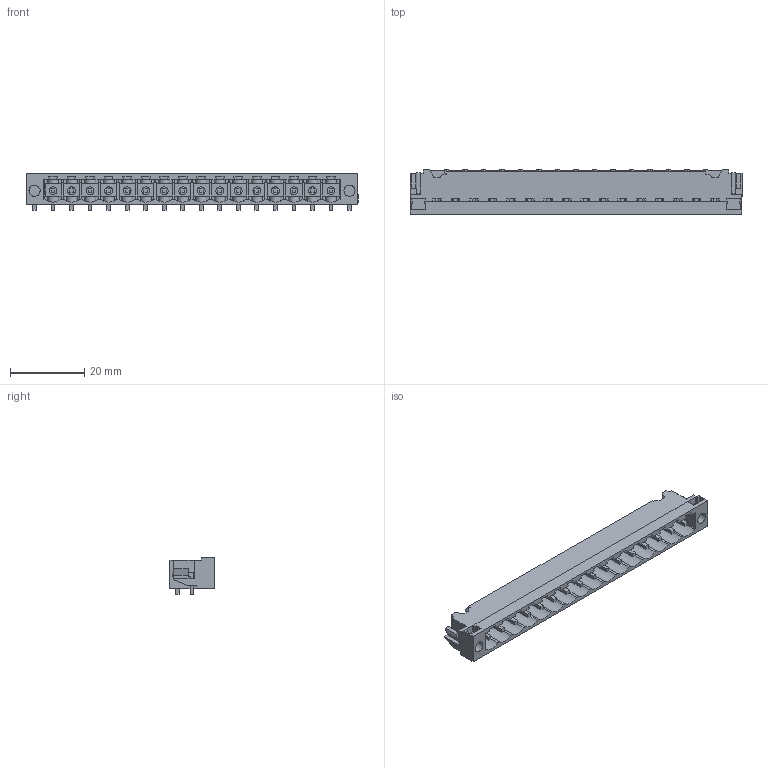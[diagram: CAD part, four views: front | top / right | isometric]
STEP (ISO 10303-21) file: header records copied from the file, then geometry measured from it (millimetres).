
FILE_DESCRIPTION(('CATIA V5 STEP Exchange','CAx-IF Rec.Pracs.--- Model Styling and Organization---1.2---2011-12-15'),'2;1');
FILE_NAME ('7601239_2_1797370000_1797370000.stp','2018-03-12T11:25:35+00:00',('none'),('Weidmueller'),'CATIA Version 5-6 Release 2014','CATIA V5 STEP AP214','none');
FILE_SCHEMA(('AUTOMOTIVE_DESIGN { 1 0 10303 214 1 1 1 1 }'));
Length unit declared in the file: millimetre
Products named in the file (1): 1797370000
Bounding box: 89.6 x 12 x 9.93 mm (x, y, z)
Volume: 3303.5 mm3; surface area: 7681.1 mm2
Topology: 19 solids, 19 shells, 1087 faces, 3311 edges, 2231 vertices
Faces by surface type: plane 913, cylinder 174
Entity records: 35943 total; most frequent: CARTESIAN_POINT 6926, ORIENTED_EDGE 6622, DIRECTION 4587, EDGE_CURVE 3311, VECTOR 2857, LINE 2857, VERTEX_POINT 2231, EDGE_LOOP 1124
